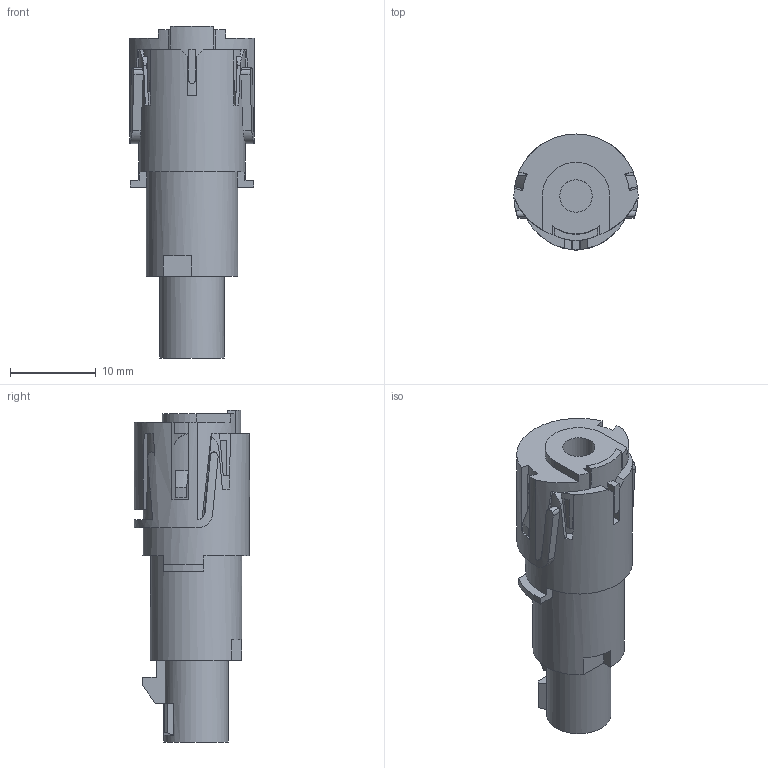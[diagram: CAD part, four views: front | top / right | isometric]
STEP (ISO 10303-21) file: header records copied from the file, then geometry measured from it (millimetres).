
FILE_DESCRIPTION(/* description */ (''),/* implementation_level */ '2;1');
FILE_NAME(/* name */ '33355538-ENV14_01-CONN.stp',/* time_stamp */ '2022-09-21T14:12:01+08:00',/* author */ (''),/* organization */ (''),/* preprocessor_version */ 'ST-DEVELOPER v16',/* originating_system */ 'SIEMENS PLM Software NX 11.0',/* authorisation */ '');
FILE_SCHEMA (('AP203_CONFIGURATION_CONTROLLED_3D_DESIGN_OF_MECHANICAL_PARTS_AND_ASSEMBLIES_MIM_LF { 1 0 10303 403 2 1 2}'));
Length unit declared in the file: millimetre
Products named in the file (1): qzmh33E040EDj9qq
Bounding box: 14.5 x 13.55 x 38.79 mm (x, y, z)
Volume: 3401 mm3; surface area: 2436.2 mm2
Topology: 1 solids, 1 shells, 202 faces, 570 edges, 375 vertices
Faces by surface type: plane 129, cylinder 50, bspline 18, cone 5
Full cylindrical faces by diameter (mm): 3.79 x2, 6.3 x1, 7.5 x1, 10.7 x1, 12.5 x1
Entity records: 7802 total; most frequent: CARTESIAN_POINT 2652, ORIENTED_EDGE 1120, DIRECTION 976, EDGE_CURVE 560, VERTEX_POINT 371, AXIS2_PLACEMENT_3D 365, LINE 246, VECTOR 246
